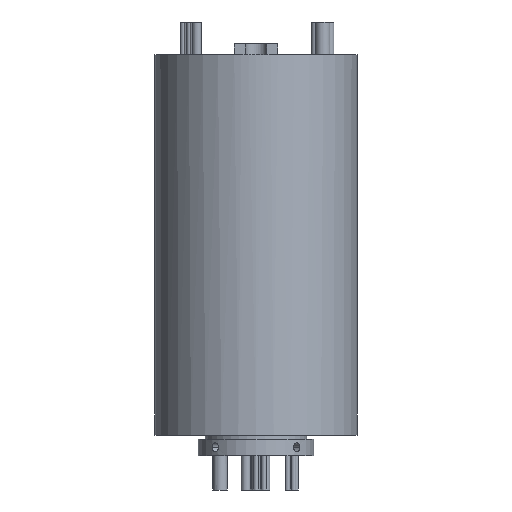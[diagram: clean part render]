
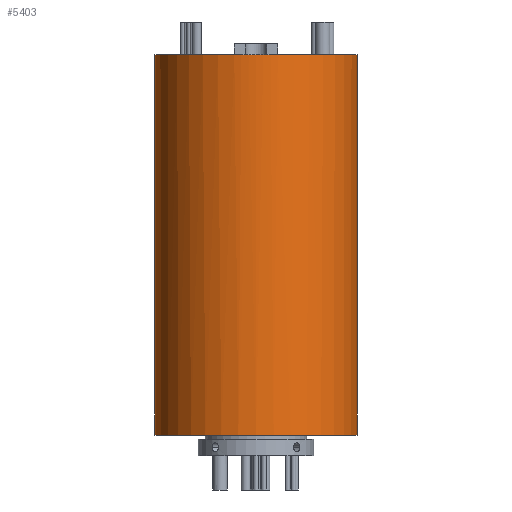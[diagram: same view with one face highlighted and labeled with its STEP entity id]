
A CAD part, front view. The second image highlights one B-rep face of the part: STEP entity #5403.
In plain terms, the highlighted cylindrical face has radius 28 mm (diameter 56 mm), a partial arc.
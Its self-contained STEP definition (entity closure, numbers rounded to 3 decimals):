
#162 = DIRECTION ( 'NONE',  ( -1., 0., 0. ) ) ;
#411 = VERTEX_POINT ( 'NONE', #475 ) ;
#475 = CARTESIAN_POINT ( 'NONE',  ( 28., 0., 5.7 ) ) ;
#491 = DIRECTION ( 'NONE',  ( 1., 0., 0. ) ) ;
#695 = VECTOR ( 'NONE', #5908, 1000. ) ;
#799 = EDGE_CURVE ( 'NONE', #6948, #3810, #7242, .T. ) ;
#852 = AXIS2_PLACEMENT_3D ( 'NONE', #4238, #887, #4797 ) ;
#887 = DIRECTION ( 'NONE',  ( 0., 0., 1. ) ) ;
#907 = AXIS2_PLACEMENT_3D ( 'NONE', #2484, #6388, #3039 ) ;
#1148 = DIRECTION ( 'NONE',  ( 0., 0., 1. ) ) ;
#1150 = AXIS2_PLACEMENT_3D ( 'NONE', #6875, #3507, #162 ) ;
#1443 = CIRCLE ( 'NONE', #852, 28. ) ;
#1720 = EDGE_CURVE ( 'NONE', #5571, #411, #4965, .T. ) ;
#1933 = CYLINDRICAL_SURFACE ( 'NONE', #1150, 28. ) ;
#1965 = CARTESIAN_POINT ( 'NONE',  ( 0., -28., 110.9 ) ) ;
#2060 = CARTESIAN_POINT ( 'NONE',  ( 28., 0., 110.9 ) ) ;
#2186 = EDGE_CURVE ( 'NONE', #5529, #411, #1443, .T. ) ;
#2255 = VERTEX_POINT ( 'NONE', #3807 ) ;
#2326 = EDGE_LOOP ( 'NONE', ( #5162, #2679, #6404, #6273, #5746, #2328, #5281 ) ) ;
#2328 = ORIENTED_EDGE ( 'NONE', *, *, #5144, .T. ) ;
#2477 = CARTESIAN_POINT ( 'NONE',  ( 0., 0., 110.9 ) ) ;
#2484 = CARTESIAN_POINT ( 'NONE',  ( 0., 0., 110.9 ) ) ;
#2679 = ORIENTED_EDGE ( 'NONE', *, *, #4782, .F. ) ;
#2717 = CIRCLE ( 'NONE', #6470, 28. ) ;
#2784 = CARTESIAN_POINT ( 'NONE',  ( 6., -27.35, 110.9 ) ) ;
#2925 = CARTESIAN_POINT ( 'NONE',  ( 28., 0., 110.9 ) ) ;
#3032 = DIRECTION ( 'NONE',  ( 1., 0., 0. ) ) ;
#3039 = DIRECTION ( 'NONE',  ( 1., 0., 0. ) ) ;
#3176 = VERTEX_POINT ( 'NONE', #2784 ) ;
#3507 = DIRECTION ( 'NONE',  ( 0., 0., -1. ) ) ;
#3807 = CARTESIAN_POINT ( 'NONE',  ( -28., 0., 110.9 ) ) ;
#3810 = VERTEX_POINT ( 'NONE', #1965 ) ;
#3841 = DIRECTION ( 'NONE',  ( 0., 0., 1. ) ) ;
#4020 = CIRCLE ( 'NONE', #907, 28. ) ;
#4081 = DIRECTION ( 'NONE',  ( 0., 0., -1. ) ) ;
#4177 = EDGE_CURVE ( 'NONE', #3810, #3176, #2717, .T. ) ;
#4185 = AXIS2_PLACEMENT_3D ( 'NONE', #7189, #3841, #491 ) ;
#4238 = CARTESIAN_POINT ( 'NONE',  ( 0., 0., 5.7 ) ) ;
#4492 = CARTESIAN_POINT ( 'NONE',  ( 0., 0., 110.9 ) ) ;
#4782 = EDGE_CURVE ( 'NONE', #3176, #5571, #5956, .T. ) ;
#4792 = VECTOR ( 'NONE', #4081, 1000. ) ;
#4797 = DIRECTION ( 'NONE',  ( 1., 0., 0. ) ) ;
#4813 = CARTESIAN_POINT ( 'NONE',  ( -28., 0., 5.7 ) ) ;
#4965 = LINE ( 'NONE', #2925, #4792 ) ;
#5053 = DIRECTION ( 'NONE',  ( 1., 0., 0. ) ) ;
#5081 = EDGE_CURVE ( 'NONE', #2255, #6948, #4020, .T. ) ;
#5123 = CARTESIAN_POINT ( 'NONE',  ( -6., -27.35, 110.9 ) ) ;
#5144 = EDGE_CURVE ( 'NONE', #2255, #5529, #5154, .T. ) ;
#5154 = LINE ( 'NONE', #5340, #695 ) ;
#5162 = ORIENTED_EDGE ( 'NONE', *, *, #1720, .F. ) ;
#5281 = ORIENTED_EDGE ( 'NONE', *, *, #2186, .T. ) ;
#5340 = CARTESIAN_POINT ( 'NONE',  ( -28., 0., 110.9 ) ) ;
#5403 = ADVANCED_FACE ( 'NONE', ( #6549 ), #1933, .T. ) ;
#5529 = VERTEX_POINT ( 'NONE', #4813 ) ;
#5571 = VERTEX_POINT ( 'NONE', #2060 ) ;
#5746 = ORIENTED_EDGE ( 'NONE', *, *, #5081, .F. ) ;
#5908 = DIRECTION ( 'NONE',  ( 0., 0., -1. ) ) ;
#5956 = CIRCLE ( 'NONE', #4185, 28. ) ;
#6273 = ORIENTED_EDGE ( 'NONE', *, *, #799, .F. ) ;
#6381 = DIRECTION ( 'NONE',  ( 0., 0., 1. ) ) ;
#6388 = DIRECTION ( 'NONE',  ( 0., 0., 1. ) ) ;
#6404 = ORIENTED_EDGE ( 'NONE', *, *, #4177, .F. ) ;
#6460 = AXIS2_PLACEMENT_3D ( 'NONE', #2477, #6381, #3032 ) ;
#6470 = AXIS2_PLACEMENT_3D ( 'NONE', #4492, #1148, #5053 ) ;
#6549 = FACE_OUTER_BOUND ( 'NONE', #2326, .T. ) ;
#6875 = CARTESIAN_POINT ( 'NONE',  ( 0., 0., 110.9 ) ) ;
#6948 = VERTEX_POINT ( 'NONE', #5123 ) ;
#7189 = CARTESIAN_POINT ( 'NONE',  ( 0., 0., 110.9 ) ) ;
#7242 = CIRCLE ( 'NONE', #6460, 28. ) ;
